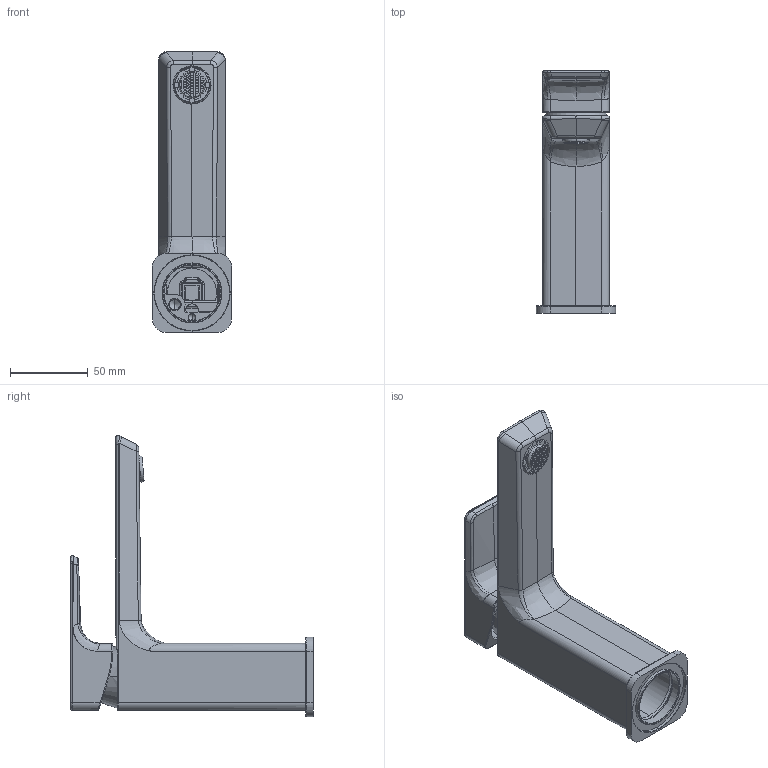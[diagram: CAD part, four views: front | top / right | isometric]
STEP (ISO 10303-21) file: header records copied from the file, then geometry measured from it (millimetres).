
FILE_DESCRIPTION((''),'2;1');
FILE_NAME('205-ME-SUBWAY_ASM','2024-10-03T09:49:57',('alessandrom'),('YOUR_COMPANY_NAME'),'CREO PARAMETRIC BY PTC INC, 2023424','CREO PARAMETRIC BY PTC INC, 2023424','');
FILE_SCHEMA(('CONFIG_CONTROL_DESIGN','SHAPE_APPEARANCE_LAYERS_GROUPS'));
Products named in the file (8): 6502; 6504_1; 3923; A1454-6501; AC53G5682ASL1-5; 5539; 1503; 205-ME-SUBWAY_ASM
Assembly tree (7 placements, depth 2):
  205-ME-SUBWAY_ASM
    6502
    6504_1
    3923
    A1454-6501
    AC53G5682ASL1-5
    5539
    1503
Bounding box: 51 x 156.05 x 180.79 mm (x, y, z)
Volume: 172554.2 mm3; surface area: 90188.7 mm2
Topology: 7 solids, 11 shells, 1166 faces, 2994 edges, 1902 vertices
Faces by surface type: plane 598, cylinder 280, bspline 184, cone 40, torus 33, sphere 29, revolution 2
Entity records: 61340 total; most frequent: CARTESIAN_POINT 21649, ORIENTED_EDGE 5924, DIRECTION 4950, PRESENTATION_STYLE_ASSIGNMENT 3494, STYLED_ITEM 3494, CURVE_STYLE 2970, EDGE_CURVE 2970, VERTEX_POINT 1901
